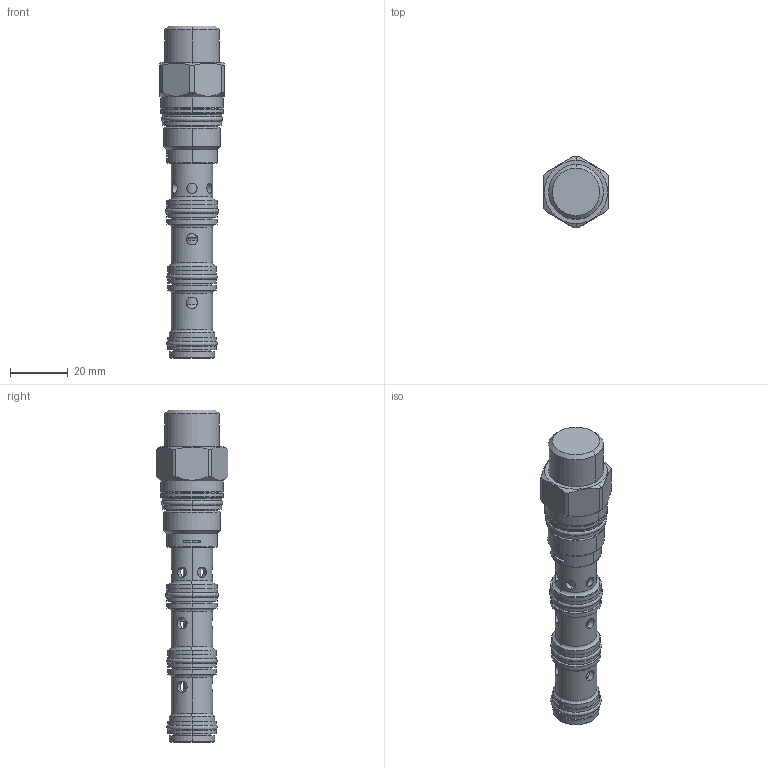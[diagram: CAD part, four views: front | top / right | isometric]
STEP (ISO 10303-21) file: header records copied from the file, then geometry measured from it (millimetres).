
FILE_DESCRIPTION((''),'2;1');
FILE_NAME('LHDT-XFN_PRT','2017-03-22T',('Administrator'),(''),'PRO/ENGINEER BY PARAMETRIC TECHNOLOGY CORPORATION, 2006240','PRO/ENGINEER BY PARAMETRIC TECHNOLOGY CORPORATION, 2006240','');
FILE_SCHEMA(('CONFIG_CONTROL_DESIGN'));
Length unit declared in the file: inch
Products named in the file (1): LHDT-XFN_PRT
Bounding box: 22.23 x 24.84 x 115.04 mm (x, y, z)
Volume: 24148 mm3; surface area: 15572.9 mm2
Topology: 6 solids, 6 shells, 368 faces, 796 edges, 480 vertices
Faces by surface type: cylinder 156, torus 88, plane 64, cone 44, revolution 16
Entity records: 12283 total; most frequent: CARTESIAN_POINT 3959, DIRECTION 1902, ORIENTED_EDGE 1588, AXIS2_PLACEMENT_3D 838, EDGE_CURVE 794, CIRCLE 486, VERTEX_POINT 480, EDGE_LOOP 446
